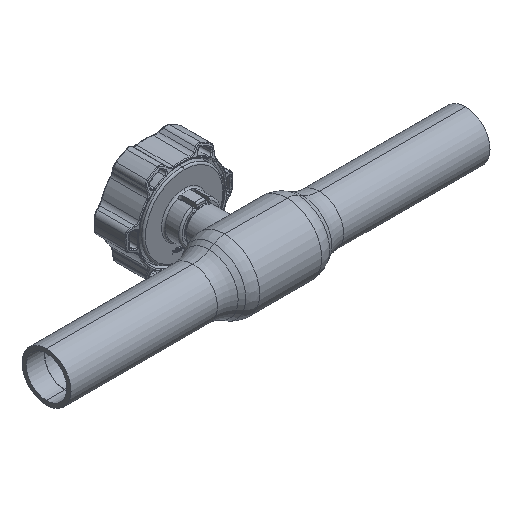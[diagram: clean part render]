
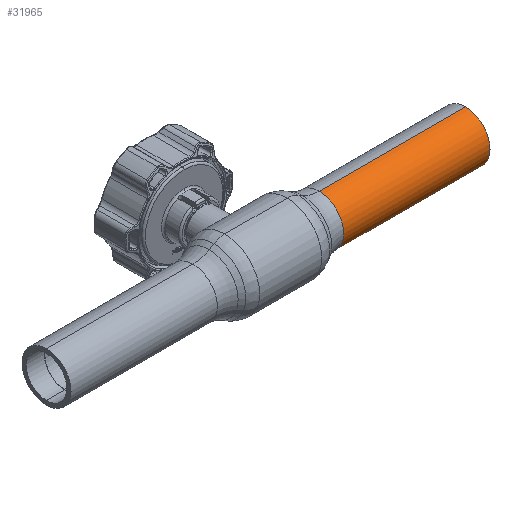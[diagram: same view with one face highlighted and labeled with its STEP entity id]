
A CAD part, isometric view. The second image highlights one B-rep face of the part: STEP entity #31965.
In plain terms, the highlighted cylindrical face has radius 13.45 mm (diameter 26.9 mm), a partial arc.
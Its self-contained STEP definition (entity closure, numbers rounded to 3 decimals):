
#3252 = VERTEX_POINT ( 'NONE', #27705 ) ;
#3341 = CARTESIAN_POINT ( 'NONE',  ( 115., 0., 0. ) ) ;
#3717 = LINE ( 'NONE', #11548, #6060 ) ;
#4800 = ORIENTED_EDGE ( 'NONE', *, *, #18585, .F. ) ;
#5259 = DIRECTION ( 'NONE',  ( 0., 0., 1. ) ) ;
#5384 = ORIENTED_EDGE ( 'NONE', *, *, #15888, .F. ) ;
#5963 = FACE_OUTER_BOUND ( 'NONE', #28445, .T. ) ;
#6060 = VECTOR ( 'NONE', #16421, 1000. ) ;
#8228 = EDGE_CURVE ( 'NONE', #3252, #21055, #3717, .T. ) ;
#11548 = CARTESIAN_POINT ( 'NONE',  ( -62.69, 0., 13.45 ) ) ;
#12005 = DIRECTION ( 'NONE',  ( -1., 0., 0. ) ) ;
#13308 = CARTESIAN_POINT ( 'NONE',  ( -62.69, 0., 0. ) ) ;
#13507 = ORIENTED_EDGE ( 'NONE', *, *, #8228, .T. ) ;
#13846 = DIRECTION ( 'NONE',  ( 0., 0., -1. ) ) ;
#14302 = CARTESIAN_POINT ( 'NONE',  ( 115., 0., -13.45 ) ) ;
#15888 = EDGE_CURVE ( 'NONE', #32190, #21055, #16912, .T. ) ;
#16198 = DIRECTION ( 'NONE',  ( 1., 0., 0. ) ) ;
#16421 = DIRECTION ( 'NONE',  ( -1., 0., 0. ) ) ;
#16912 = CIRCLE ( 'NONE', #21209, 13.45 ) ;
#17786 = ORIENTED_EDGE ( 'NONE', *, *, #21406, .F. ) ;
#18177 = CARTESIAN_POINT ( 'NONE',  ( 34.686, 0., 0. ) ) ;
#18557 = DIRECTION ( 'NONE',  ( -1., 0., 0. ) ) ;
#18585 = EDGE_CURVE ( 'NONE', #3252, #19855, #23463, .T. ) ;
#19855 = VERTEX_POINT ( 'NONE', #14302 ) ;
#20599 = AXIS2_PLACEMENT_3D ( 'NONE', #13308, #18557, #23530 ) ;
#21055 = VERTEX_POINT ( 'NONE', #29083 ) ;
#21209 = AXIS2_PLACEMENT_3D ( 'NONE', #18177, #31296, #5259 ) ;
#21352 = AXIS2_PLACEMENT_3D ( 'NONE', #3341, #16198, #13846 ) ;
#21406 = EDGE_CURVE ( 'NONE', #19855, #32190, #22586, .T. ) ;
#22586 = LINE ( 'NONE', #27558, #25705 ) ;
#23463 = CIRCLE ( 'NONE', #21352, 13.45 ) ;
#23530 = DIRECTION ( 'NONE',  ( 0., 0., 1. ) ) ;
#23984 = CARTESIAN_POINT ( 'NONE',  ( 34.686, 0., -13.45 ) ) ;
#25705 = VECTOR ( 'NONE', #12005, 1000. ) ;
#27558 = CARTESIAN_POINT ( 'NONE',  ( -62.69, 0., -13.45 ) ) ;
#27705 = CARTESIAN_POINT ( 'NONE',  ( 115., 0., 13.45 ) ) ;
#28445 = EDGE_LOOP ( 'NONE', ( #17786, #4800, #13507, #5384 ) ) ;
#29083 = CARTESIAN_POINT ( 'NONE',  ( 34.686, 0., 13.45 ) ) ;
#31169 = CYLINDRICAL_SURFACE ( 'NONE', #20599, 13.45 ) ;
#31296 = DIRECTION ( 'NONE',  ( -1., 0., 0. ) ) ;
#31965 = ADVANCED_FACE ( 'NONE', ( #5963 ), #31169, .T. ) ;
#32190 = VERTEX_POINT ( 'NONE', #23984 ) ;
